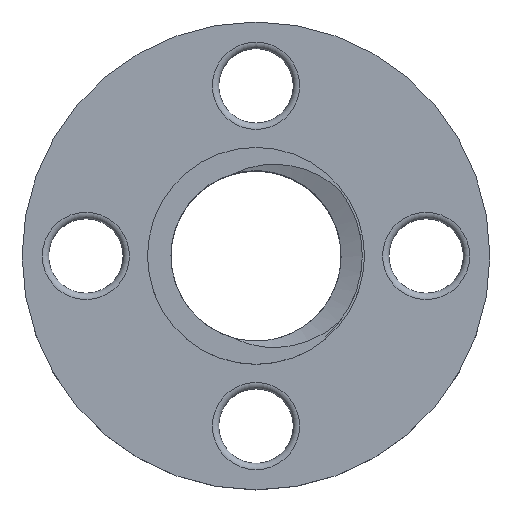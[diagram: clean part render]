
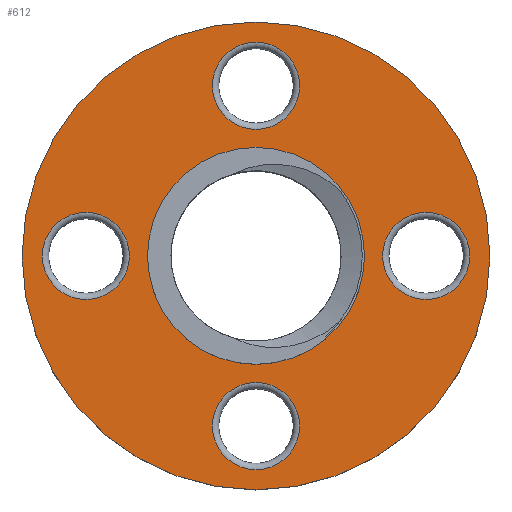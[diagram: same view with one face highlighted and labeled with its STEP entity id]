
A CAD part, top view. The second image highlights one B-rep face of the part: STEP entity #612.
In plain terms, the highlighted planar face has unit normal (0, 0, 1).
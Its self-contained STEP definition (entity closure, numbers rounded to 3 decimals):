
#24=FACE_BOUND('',#132,.T.);
#25=FACE_BOUND('',#133,.T.);
#26=FACE_BOUND('',#134,.T.);
#27=FACE_BOUND('',#135,.T.);
#28=FACE_BOUND('',#136,.T.);
#32=PLANE('',#689);
#89=FACE_OUTER_BOUND('',#131,.T.);
#131=EDGE_LOOP('',(#508));
#132=EDGE_LOOP('',(#509));
#133=EDGE_LOOP('',(#510));
#134=EDGE_LOOP('',(#511));
#135=EDGE_LOOP('',(#512));
#136=EDGE_LOOP('',(#513));
#165=CIRCLE('',#655,2.05);
#168=CIRCLE('',#659,2.05);
#171=CIRCLE('',#663,2.05);
#174=CIRCLE('',#667,2.05);
#176=CIRCLE('',#671,5.1);
#183=CIRCLE('',#684,11.);
#272=VERTEX_POINT('',#1677);
#274=VERTEX_POINT('',#1683);
#276=VERTEX_POINT('',#1689);
#278=VERTEX_POINT('',#1695);
#280=VERTEX_POINT('',#1774);
#287=VERTEX_POINT('',#1800);
#343=EDGE_CURVE('',#272,#272,#165,.T.);
#346=EDGE_CURVE('',#274,#274,#168,.T.);
#349=EDGE_CURVE('',#276,#276,#171,.T.);
#352=EDGE_CURVE('',#278,#278,#174,.T.);
#357=EDGE_CURVE('',#280,#280,#176,.T.);
#369=EDGE_CURVE('',#287,#287,#183,.T.);
#508=ORIENTED_EDGE('',*,*,#369,.T.);
#509=ORIENTED_EDGE('',*,*,#352,.T.);
#510=ORIENTED_EDGE('',*,*,#349,.T.);
#511=ORIENTED_EDGE('',*,*,#346,.T.);
#512=ORIENTED_EDGE('',*,*,#343,.T.);
#513=ORIENTED_EDGE('',*,*,#357,.F.);
#612=ADVANCED_FACE('',(#89,#24,#25,#26,#27,#28),#32,.T.);
#655=AXIS2_PLACEMENT_3D('',#1679,#759,#760);
#659=AXIS2_PLACEMENT_3D('',#1685,#767,#768);
#663=AXIS2_PLACEMENT_3D('',#1691,#775,#776);
#667=AXIS2_PLACEMENT_3D('',#1697,#783,#784);
#671=AXIS2_PLACEMENT_3D('',#1776,#792,#793);
#684=AXIS2_PLACEMENT_3D('',#1801,#823,#824);
#689=AXIS2_PLACEMENT_3D('',#1856,#834,#835);
#759=DIRECTION('center_axis',(0.,0.,-1.));
#760=DIRECTION('ref_axis',(1.,0.,0.));
#767=DIRECTION('center_axis',(0.,0.,-1.));
#768=DIRECTION('ref_axis',(1.,0.,0.));
#775=DIRECTION('center_axis',(0.,0.,-1.));
#776=DIRECTION('ref_axis',(1.,0.,0.));
#783=DIRECTION('center_axis',(0.,0.,-1.));
#784=DIRECTION('ref_axis',(1.,0.,0.));
#792=DIRECTION('center_axis',(0.,0.,1.));
#793=DIRECTION('ref_axis',(1.,0.,0.));
#823=DIRECTION('center_axis',(0.,0.,1.));
#824=DIRECTION('ref_axis',(1.,0.,0.));
#834=DIRECTION('center_axis',(0.,0.,1.));
#835=DIRECTION('ref_axis',(1.,0.,0.));
#1677=CARTESIAN_POINT('',(-2.05,8.,0.));
#1679=CARTESIAN_POINT('Origin',(0.,8.,0.));
#1683=CARTESIAN_POINT('',(-10.05,0.,0.));
#1685=CARTESIAN_POINT('Origin',(-8.,0.,
0.));
#1689=CARTESIAN_POINT('',(-2.05,-8.,0.));
#1691=CARTESIAN_POINT('Origin',(0.,-8.,0.));
#1695=CARTESIAN_POINT('',(5.95,0.,0.));
#1697=CARTESIAN_POINT('Origin',(8.,0.,0.));
#1774=CARTESIAN_POINT('',(-5.1,0.,0.));
#1776=CARTESIAN_POINT('Origin',(0.,0.,0.));
#1800=CARTESIAN_POINT('',(-11.,0.,0.));
#1801=CARTESIAN_POINT('Origin',(0.,0.,0.));
#1856=CARTESIAN_POINT('Origin',(0.,0.,0.));
